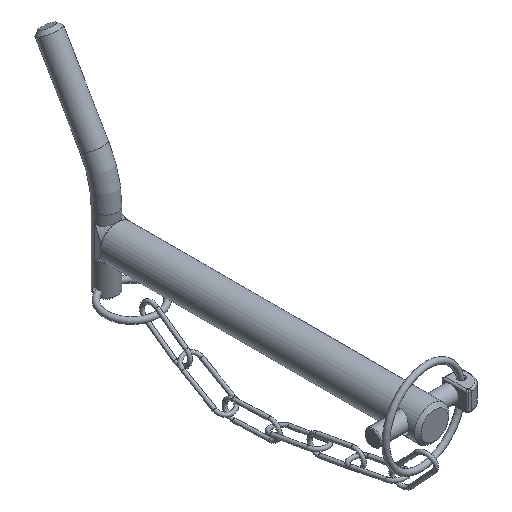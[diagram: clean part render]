
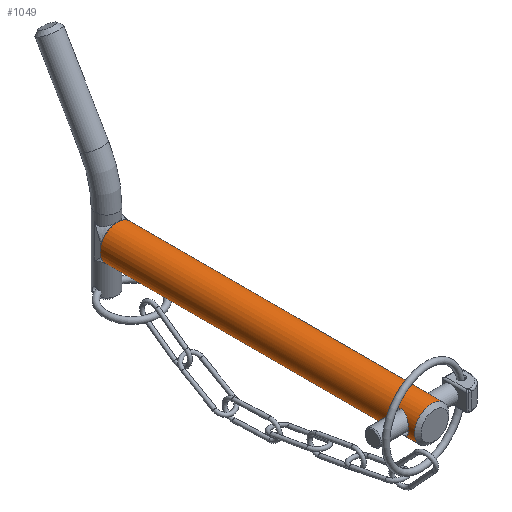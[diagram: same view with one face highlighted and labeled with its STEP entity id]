
A CAD part, isometric view. The second image highlights one B-rep face of the part: STEP entity #1049.
In plain terms, the highlighted cylindrical face has radius 9.5 mm (diameter 19 mm), a full revolution.
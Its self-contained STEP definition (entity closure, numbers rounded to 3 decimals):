
#80=FACE_BOUND('',#396,.T.);
#83=CIRCLE('',#1280,9.5);
#84=CIRCLE('',#1281,9.5);
#86=CIRCLE('',#1284,9.5);
#171=CYLINDRICAL_SURFACE('',#1283,9.5);
#196=LINE('',#12901,#252);
#197=LINE('',#12922,#253);
#252=VECTOR('',#1437,9.5);
#253=VECTOR('',#1438,9.5);
#331=FACE_OUTER_BOUND('',#395,.T.);
#395=EDGE_LOOP('',(#771,#772,#773,#774,#775,#776,#777,#778,#779));
#396=EDGE_LOOP('',(#780,#781));
#463=B_SPLINE_CURVE_WITH_KNOTS('',3,(#12903,#12904,#12905,#12906,#12907,
#12908,#12909,#12910,#12911,#12912,#12913,#12914,#12915,#12916,#12917,#12918,
#12919,#12920,#12921),.UNSPECIFIED.,.F.,.F.,(4,2,2,2,3,2,2,2,4),(2.81,
3.043,3.276,3.511,3.747,3.982,
4.217,4.45,4.683),.UNSPECIFIED.);
#464=B_SPLINE_CURVE_WITH_KNOTS('',3,(#12923,#12924,#12925,#12926,#12927,
#12928,#12929,#12930,#12931,#12932,#12933,#12934,#12935,#12936,#12937,#12938,
#12939,#12940),.UNSPECIFIED.,.F.,.F.,(4,2,2,2,2,2,2,2,4),(0.937,
1.17,1.403,1.638,1.873,2.108,
2.344,2.577,2.81),.UNSPECIFIED.);
#465=B_SPLINE_CURVE_WITH_KNOTS('',3,(#12943,#12944,#12945,#12946,#12947,
#12948,#12949,#12950,#12951,#12952,#12953,#12954,#12955,#12956,#12957,#12958,
#12959,#12960,#12961,#12962,#12963,#12964,#12965,#12966,#12967,#12968),
 .UNSPECIFIED.,.F.,.F.,(4,2,2,2,2,2,2,2,2,2,2,2,4),(0.,0.235,
0.47,0.703,0.937,1.17,
1.403,1.638,1.873,2.108,2.344,
2.577,2.81),.UNSPECIFIED.);
#466=B_SPLINE_CURVE_WITH_KNOTS('',3,(#12969,#12970,#12971,#12972,#12973,
#12974,#12975,#12976,#12977,#12978),.UNSPECIFIED.,.F.,.F.,(4,2,2,2,4),(2.81,
3.043,3.276,3.511,3.747),
 .UNSPECIFIED.);
#503=VERTEX_POINT('',#12890);
#504=VERTEX_POINT('',#12891);
#506=VERTEX_POINT('',#12898);
#507=VERTEX_POINT('',#12900);
#508=VERTEX_POINT('',#12902);
#509=VERTEX_POINT('',#12941);
#510=VERTEX_POINT('',#12942);
#600=EDGE_CURVE('',#503,#504,#83,.T.);
#601=EDGE_CURVE('',#504,#503,#84,.T.);
#604=EDGE_CURVE('',#506,#506,#86,.T.);
#605=EDGE_CURVE('',#506,#507,#196,.T.);
#606=EDGE_CURVE('',#507,#508,#463,.T.);
#607=EDGE_CURVE('',#508,#504,#197,.T.);
#608=EDGE_CURVE('',#508,#507,#464,.T.);
#609=EDGE_CURVE('',#509,#510,#465,.T.);
#610=EDGE_CURVE('',#510,#509,#466,.T.);
#771=ORIENTED_EDGE('',*,*,#604,.F.);
#772=ORIENTED_EDGE('',*,*,#605,.T.);
#773=ORIENTED_EDGE('',*,*,#606,.T.);
#774=ORIENTED_EDGE('',*,*,#607,.T.);
#775=ORIENTED_EDGE('',*,*,#600,.F.);
#776=ORIENTED_EDGE('',*,*,#601,.F.);
#777=ORIENTED_EDGE('',*,*,#607,.F.);
#778=ORIENTED_EDGE('',*,*,#608,.T.);
#779=ORIENTED_EDGE('',*,*,#605,.F.);
#780=ORIENTED_EDGE('',*,*,#609,.T.);
#781=ORIENTED_EDGE('',*,*,#610,.T.);
#1049=ADVANCED_FACE('',(#331,#80),#171,.T.);
#1280=AXIS2_PLACEMENT_3D('',#12892,#1426,#1427);
#1281=AXIS2_PLACEMENT_3D('',#12893,#1428,#1429);
#1283=AXIS2_PLACEMENT_3D('',#12897,#1433,#1434);
#1284=AXIS2_PLACEMENT_3D('',#12899,#1435,#1436);
#1426=DIRECTION('center_axis',(0.,-1.,0.));
#1427=DIRECTION('ref_axis',(1.,0.,0.));
#1428=DIRECTION('center_axis',(0.,-1.,0.));
#1429=DIRECTION('ref_axis',(1.,0.,0.));
#1433=DIRECTION('center_axis',(0.,1.,0.));
#1434=DIRECTION('ref_axis',(-1.,0.,0.));
#1435=DIRECTION('center_axis',(0.,1.,0.));
#1436=DIRECTION('ref_axis',(-1.,0.,0.));
#1437=DIRECTION('',(0.,-1.,0.));
#1438=DIRECTION('',(0.,-1.,0.));
#12890=CARTESIAN_POINT('',(-9.5,1.678,0.));
#12891=CARTESIAN_POINT('',(9.5,1.678,0.));
#12892=CARTESIAN_POINT('Origin',(0.,1.678,0.));
#12893=CARTESIAN_POINT('Origin',(0.,1.678,0.));
#12897=CARTESIAN_POINT('Origin',(0.,0.,0.));
#12898=CARTESIAN_POINT('',(9.5,175.,0.));
#12899=CARTESIAN_POINT('Origin',(0.,175.,0.));
#12900=CARTESIAN_POINT('',(9.5,17.,0.));
#12901=CARTESIAN_POINT('',(9.5,0.,0.));
#12902=CARTESIAN_POINT('',(9.5,5.,0.));
#12903=CARTESIAN_POINT('Ctrl Pts',(9.5,17.,0.));
#12904=CARTESIAN_POINT('Ctrl Pts',(9.5,17.,-0.777));
#12905=CARTESIAN_POINT('Ctrl Pts',(9.396,16.84,-1.592));
#12906=CARTESIAN_POINT('Ctrl Pts',(9.024,16.22,-3.064));
#12907=CARTESIAN_POINT('Ctrl Pts',(8.759,15.761,-3.724));
#12908=CARTESIAN_POINT('Ctrl Pts',(8.239,14.72,-4.765));
#12909=CARTESIAN_POINT('Ctrl Pts',(7.946,14.061,-5.221));
#12910=CARTESIAN_POINT('Ctrl Pts',(7.504,12.595,-5.839));
#12911=CARTESIAN_POINT('Ctrl Pts',(7.365,11.784,-6.));
#12912=CARTESIAN_POINT('Ctrl Pts',(7.365,11.,-6.));
#12913=CARTESIAN_POINT('Ctrl Pts',(7.365,10.216,-6.));
#12914=CARTESIAN_POINT('Ctrl Pts',(7.504,9.405,-5.839));
#12915=CARTESIAN_POINT('Ctrl Pts',(7.946,7.939,-5.221));
#12916=CARTESIAN_POINT('Ctrl Pts',(8.239,7.28,-4.765));
#12917=CARTESIAN_POINT('Ctrl Pts',(8.759,6.239,-3.724));
#12918=CARTESIAN_POINT('Ctrl Pts',(9.024,5.78,-3.064));
#12919=CARTESIAN_POINT('Ctrl Pts',(9.396,5.16,-1.592));
#12920=CARTESIAN_POINT('Ctrl Pts',(9.5,5.,-0.777));
#12921=CARTESIAN_POINT('Ctrl Pts',(9.5,5.,0.));
#12922=CARTESIAN_POINT('',(9.5,0.,0.));
#12923=CARTESIAN_POINT('Ctrl Pts',(9.5,5.,0.));
#12924=CARTESIAN_POINT('Ctrl Pts',(9.5,5.,0.777));
#12925=CARTESIAN_POINT('Ctrl Pts',(9.396,5.16,1.592));
#12926=CARTESIAN_POINT('Ctrl Pts',(9.024,5.78,3.064));
#12927=CARTESIAN_POINT('Ctrl Pts',(8.759,6.239,3.724));
#12928=CARTESIAN_POINT('Ctrl Pts',(8.239,7.28,4.765));
#12929=CARTESIAN_POINT('Ctrl Pts',(7.946,7.939,5.221));
#12930=CARTESIAN_POINT('Ctrl Pts',(7.504,9.405,5.839));
#12931=CARTESIAN_POINT('Ctrl Pts',(7.365,10.216,6.));
#12932=CARTESIAN_POINT('Ctrl Pts',(7.365,11.784,6.));
#12933=CARTESIAN_POINT('Ctrl Pts',(7.504,12.595,5.839));
#12934=CARTESIAN_POINT('Ctrl Pts',(7.946,14.061,5.221));
#12935=CARTESIAN_POINT('Ctrl Pts',(8.239,14.72,4.765));
#12936=CARTESIAN_POINT('Ctrl Pts',(8.759,15.761,3.724));
#12937=CARTESIAN_POINT('Ctrl Pts',(9.024,16.22,3.064));
#12938=CARTESIAN_POINT('Ctrl Pts',(9.396,16.84,1.592));
#12939=CARTESIAN_POINT('Ctrl Pts',(9.5,17.,0.777));
#12940=CARTESIAN_POINT('Ctrl Pts',(9.5,17.,0.));
#12941=CARTESIAN_POINT('',(-7.365,11.,-6.));
#12942=CARTESIAN_POINT('',(-9.5,5.,0.));
#12943=CARTESIAN_POINT('Ctrl Pts',(-7.365,11.,-6.));
#12944=CARTESIAN_POINT('Ctrl Pts',(-7.365,11.784,-6.));
#12945=CARTESIAN_POINT('Ctrl Pts',(-7.504,12.595,-5.839));
#12946=CARTESIAN_POINT('Ctrl Pts',(-7.946,14.061,-5.221));
#12947=CARTESIAN_POINT('Ctrl Pts',(-8.239,14.72,-4.765));
#12948=CARTESIAN_POINT('Ctrl Pts',(-8.759,15.761,-3.724));
#12949=CARTESIAN_POINT('Ctrl Pts',(-9.024,16.22,-3.064));
#12950=CARTESIAN_POINT('Ctrl Pts',(-9.396,16.84,-1.592));
#12951=CARTESIAN_POINT('Ctrl Pts',(-9.5,17.,-0.777));
#12952=CARTESIAN_POINT('Ctrl Pts',(-9.5,17.,0.777));
#12953=CARTESIAN_POINT('Ctrl Pts',(-9.396,16.84,1.592));
#12954=CARTESIAN_POINT('Ctrl Pts',(-9.024,16.22,3.064));
#12955=CARTESIAN_POINT('Ctrl Pts',(-8.759,15.761,3.724));
#12956=CARTESIAN_POINT('Ctrl Pts',(-8.239,14.72,4.765));
#12957=CARTESIAN_POINT('Ctrl Pts',(-7.946,14.061,5.221));
#12958=CARTESIAN_POINT('Ctrl Pts',(-7.504,12.595,5.839));
#12959=CARTESIAN_POINT('Ctrl Pts',(-7.365,11.784,6.));
#12960=CARTESIAN_POINT('Ctrl Pts',(-7.365,10.216,6.));
#12961=CARTESIAN_POINT('Ctrl Pts',(-7.504,9.405,5.839));
#12962=CARTESIAN_POINT('Ctrl Pts',(-7.946,7.939,5.221));
#12963=CARTESIAN_POINT('Ctrl Pts',(-8.239,7.28,4.765));
#12964=CARTESIAN_POINT('Ctrl Pts',(-8.759,6.239,3.724));
#12965=CARTESIAN_POINT('Ctrl Pts',(-9.024,5.78,3.064));
#12966=CARTESIAN_POINT('Ctrl Pts',(-9.396,5.16,1.592));
#12967=CARTESIAN_POINT('Ctrl Pts',(-9.5,5.,0.777));
#12968=CARTESIAN_POINT('Ctrl Pts',(-9.5,5.,0.));
#12969=CARTESIAN_POINT('Ctrl Pts',(-9.5,5.,0.));
#12970=CARTESIAN_POINT('Ctrl Pts',(-9.5,5.,-0.777));
#12971=CARTESIAN_POINT('Ctrl Pts',(-9.396,5.16,-1.592));
#12972=CARTESIAN_POINT('Ctrl Pts',(-9.024,5.78,-3.064));
#12973=CARTESIAN_POINT('Ctrl Pts',(-8.759,6.239,-3.724));
#12974=CARTESIAN_POINT('Ctrl Pts',(-8.239,7.28,-4.765));
#12975=CARTESIAN_POINT('Ctrl Pts',(-7.946,7.939,-5.221));
#12976=CARTESIAN_POINT('Ctrl Pts',(-7.504,9.405,-5.839));
#12977=CARTESIAN_POINT('Ctrl Pts',(-7.365,10.216,-6.));
#12978=CARTESIAN_POINT('Ctrl Pts',(-7.365,11.,-6.));
